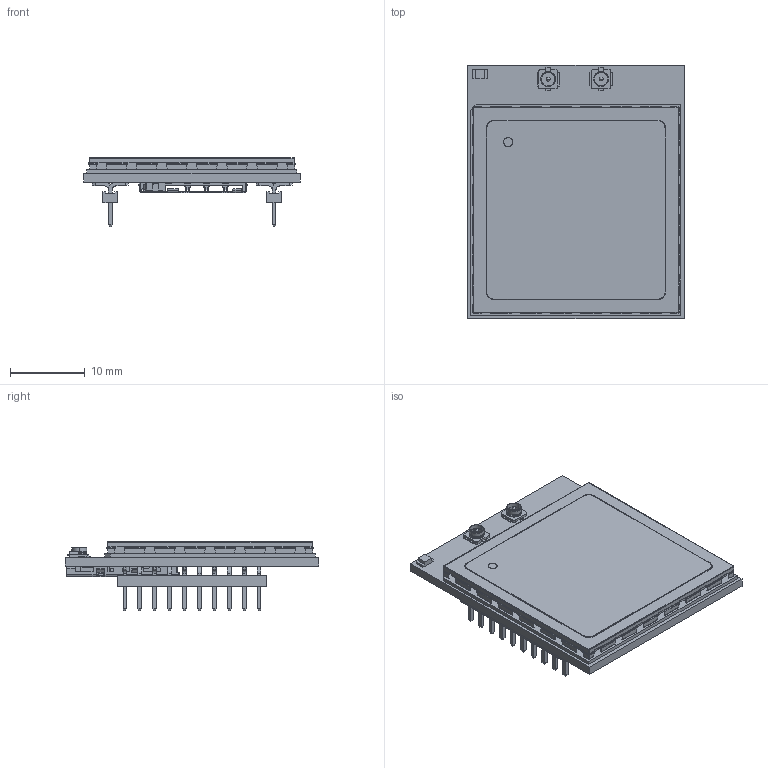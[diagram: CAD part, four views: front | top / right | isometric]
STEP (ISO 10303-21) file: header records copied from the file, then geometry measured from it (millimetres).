
FILE_DESCRIPTION (( 'STEP AP214' ), '1' );
FILE_NAME ('AS-XBEE-4G-EU-UFL-00-R01.STEP', '2023-03-22T15:56:05', ( '' ), ( '' ), 'SwSTEP 2.0', 'SolidWorks 2020', '' );
FILE_SCHEMA (( 'AUTOMOTIVE_DESIGN' ));
Length unit declared in the file: millimetre
Products named in the file (11): TMM-110-01-G-S-SM-P-TR_body.stp; 7012X1--3DModel-STEP-1.step; PCB_4G_NTRIP; TMM-110-01-G-S-SM-P-TR.stp; TMM-110-01-G-S-SM-P-TR_sm_pins2.stp; CONUFL001-SMD-T--3DModel-STEP-269445.step; AS-XBEE-4G-EU-UFL-00-R01; 78727-0001.stp; TMM-110-01-G-S-SM_pins1.stp; User Library-LE910_pass.step
Assembly tree (14 placements, depth 3):
  AS-XBEE-4G-EU-UFL-00-R01
    PCB_4G_NTRIP
    User Library-LE910_pass.step
    CONUFL001-SMD-T--3DModel-STEP-269445.step  x2
    TMM-110-01-G-S-SM-P-TR.stp
      TMM-110-01-G-S-SM-P-TR_sm_pins2.stp
      TMM-110-01-G-S-SM_pins1.stp
      TMM-110-01-G-S-SM-P-TR_body.stp
    78727-0001.stp
    7012X1--3DModel-STEP-1.step
    TMM-110-01-G-S-SM-P-TR.stp
      TMM-110-01-G-S-SM-P-TR_sm_pins2.stp
      TMM-110-01-G-S-SM_pins1.stp
      TMM-110-01-G-S-SM-P-TR_body.stp
Bounding box: 29 x 34 x 9.3 mm (x, y, z)
Volume: 2001.6 mm3; surface area: 7568.2 mm2
Topology: 24 solids, 24 shells, 3353 faces, 9106 edges, 5932 vertices
Faces by surface type: plane 2570, cylinder 735, bspline 36, cone 12
Entity records: 99428 total; most frequent: CARTESIAN_POINT 18820, ORIENTED_EDGE 16078, DIRECTION 14276, EDGE_CURVE 8039, VECTOR 6592, LINE 6592, VERTEX_POINT 5258, AXIS2_PLACEMENT_3D 3842
